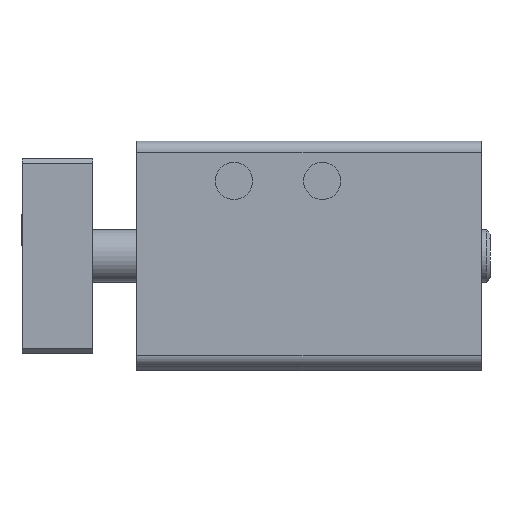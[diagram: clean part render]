
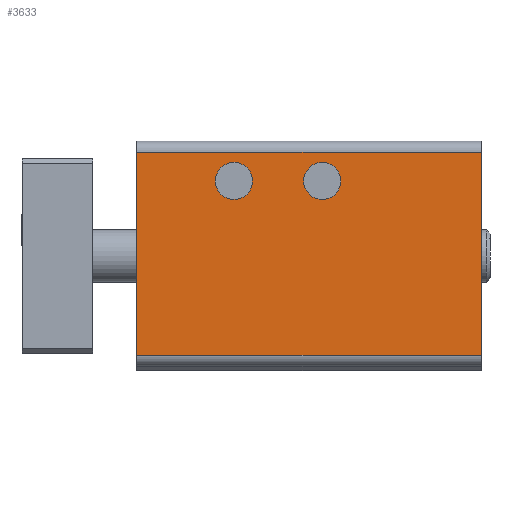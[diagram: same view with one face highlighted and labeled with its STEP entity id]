
A CAD part, front view. The second image highlights one B-rep face of the part: STEP entity #3633.
In plain terms, the highlighted planar face has unit normal (0, -1, 0).
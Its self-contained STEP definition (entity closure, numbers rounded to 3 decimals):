
#2742=CARTESIAN_POINT('',(21.903,-29.,8.5));
#2743=VERTEX_POINT('Vertex117',#2742);
#2744=CARTESIAN_POINT('',(24.003,-29.,8.5));
#2745=DIRECTION('',(0.,1.,0.));
#2746=DIRECTION('',(-1.,0.,0.));
#2747=AXIS2_PLACEMENT_3D('',#2744,#2745,#2746);
#2748=CIRCLE('nurbsCrv155',#2747,2.1);
#2749=EDGE_CURVE('Edge155',#2743,#2743,#2748,.T.);
#2765=CARTESIAN_POINT('',(31.903,-29.,8.5));
#2766=VERTEX_POINT('Vertex118',#2765);
#2767=CARTESIAN_POINT('',(34.003,-29.,8.5));
#2768=DIRECTION('',(0.,1.,0.));
#2769=DIRECTION('',(-1.,0.,0.));
#2770=AXIS2_PLACEMENT_3D('',#2767,#2768,#2769);
#2771=CIRCLE('nurbsCrv156',#2770,2.1);
#2772=EDGE_CURVE('Edge156',#2766,#2766,#2771,.T.);
#3564=CARTESIAN_POINT('',(13.003,-29.,11.75));
#3565=VERTEX_POINT('Vertex163',#3564);
#3573=CARTESIAN_POINT('',(52.003,-29.,11.75));
#3574=VERTEX_POINT('Vertex164',#3573);
#3575=CARTESIAN_POINT('',(32.503,-29.,11.75));
#3576=DIRECTION('',(-1.,0.,0.));
#3577=VECTOR('',#3576,1.);
#3578=LINE('nurbsCrv209',#3575,#3577);
#3579=EDGE_CURVE('Edge209',#3574,#3565,#3578,.T.);
#3597=CARTESIAN_POINT('',(13.003,-29.,-11.25));
#3598=VERTEX_POINT('Vertex165',#3597);
#3599=CARTESIAN_POINT('',(13.003,-29.,0.25));
#3600=DIRECTION('',(0.,0.,-1.));
#3601=VECTOR('',#3600,1.);
#3602=LINE('nurbsCrv211',#3599,#3601);
#3603=EDGE_CURVE('Edge211',#3565,#3598,#3602,.T.);
#3604=ORIENTED_EDGE('Edgeuse384',*,*,#3603,.T.);
#3605=CARTESIAN_POINT('',(52.003,-29.,-11.25));
#3606=VERTEX_POINT('Vertex166',#3605);
#3607=CARTESIAN_POINT('',(32.503,-29.,-11.25));
#3608=DIRECTION('',(-1.,0.,0.));
#3609=VECTOR('',#3608,1.);
#3610=LINE('nurbsCrv212',#3607,#3609);
#3611=EDGE_CURVE('Edge212',#3606,#3598,#3610,.T.);
#3612=ORIENTED_EDGE('Edgeuse385',*,*,#3611,.F.);
#3613=CARTESIAN_POINT('',(52.003,-29.,0.25));
#3614=DIRECTION('',(0.,0.,-1.));
#3615=VECTOR('',#3614,1.);
#3616=LINE('nurbsCrv213',#3613,#3615);
#3617=EDGE_CURVE('Edge213',#3574,#3606,#3616,.T.);
#3618=ORIENTED_EDGE('Edgeuse386',*,*,#3617,.F.);
#3619=ORIENTED_EDGE('Edgeuse387',*,*,#3579,.T.);
#3620=EDGE_LOOP('',(#3604,#3612,#3618,#3619));
#3621=FACE_OUTER_BOUND('',#3620,.T.);
#3622=ORIENTED_EDGE('Edgeuse382',*,*,#2749,.T.);
#3623=EDGE_LOOP('',(#3622));
#3624=FACE_BOUND('',#3623,.T.);
#3625=ORIENTED_EDGE('Edgeuse383',*,*,#2772,.T.);
#3626=EDGE_LOOP('',(#3625));
#3627=FACE_BOUND('',#3626,.T.);
#3628=CARTESIAN_POINT('',(32.503,-29.,0.25));
#3629=DIRECTION('',(0.,-1.,0.));
#3630=DIRECTION('',(0.,0.,-1.));
#3631=AXIS2_PLACEMENT_3D('',#3628,#3629,#3630);
#3632=PLANE('nurbsSrf120',#3631);
#3633=ADVANCED_FACE('Face120',(#3621,#3624,#3627),#3632,.T.);
